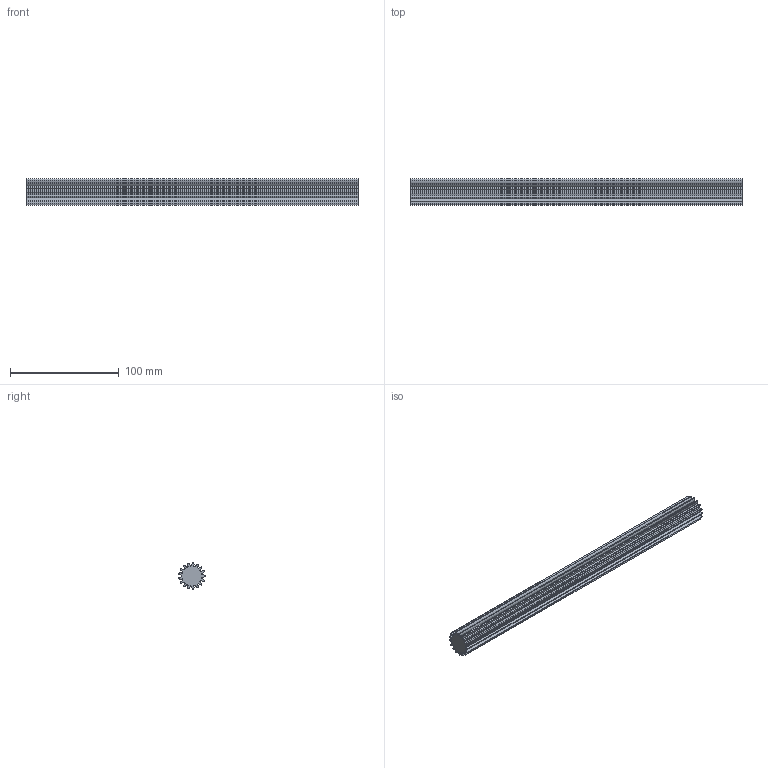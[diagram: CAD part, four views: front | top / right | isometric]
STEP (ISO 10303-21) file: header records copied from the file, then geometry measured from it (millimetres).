
FILE_DESCRIPTION (( 'STEP AP203' ), '1' );
FILE_NAME ('gs-14_5-20-17-4140.STEP', '2021-08-11T20:01:02', ( '' ), ( '' ), 'SwSTEP 2.0', 'SolidWorks 2021', '' );
FILE_SCHEMA (( 'CONFIG_CONTROL_DESIGN' ));
Length unit declared in the file: inch
Products named in the file (1): gs-14_5-20-17-4140
Bounding box: 304.8 x 23.99 x 24.09 mm (x, y, z)
Volume: 106462.8 mm3; surface area: 44021.3 mm2
Topology: 1 solids, 1 shells, 73 faces, 213 edges, 142 vertices
Faces by surface type: cylinder 71, plane 2
Entity records: 2588 total; most frequent: DIRECTION 503, CARTESIAN_POINT 429, ORIENTED_EDGE 426, AXIS2_PLACEMENT_3D 216, EDGE_CURVE 213, CIRCLE 142, VERTEX_POINT 142, FACE_OUTER_BOUND 73
